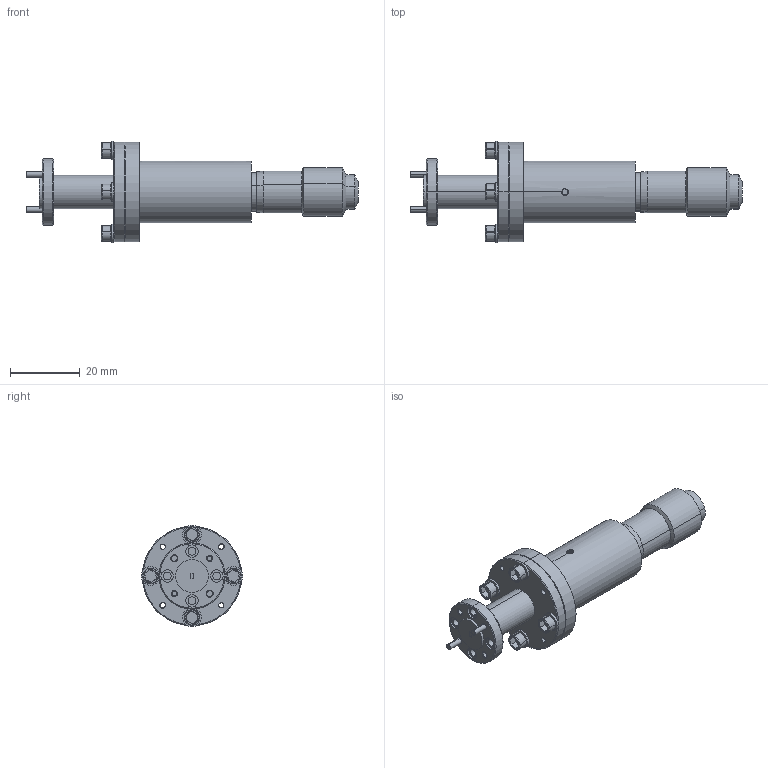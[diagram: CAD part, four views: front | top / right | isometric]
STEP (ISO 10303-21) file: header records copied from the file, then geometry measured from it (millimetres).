
FILE_DESCRIPTION (( 'STEP AP203' ), '1' );
FILE_NAME ('SWL-0620-T1.STEP', '2019-06-10T19:28:13', ( '' ), ( '' ), 'SwSTEP 2.0', 'SolidWorks 2016', '' );
FILE_SCHEMA (( 'CONFIG_CONTROL_DESIGN' ));
Length unit declared in the file: inch
Products named in the file (1): SWL-0620-T1
Bounding box: 95.36 x 29.15 x 29.15 mm (x, y, z)
Volume: 18577.7 mm3; surface area: 7411.1 mm2
Topology: 11 solids, 11 shells, 481 faces, 1183 edges, 754 vertices
Faces by surface type: cylinder 290, plane 110, cone 56, bspline 17, torus 8
Entity records: 28807 total; most frequent: CARTESIAN_POINT 18201, ORIENTED_EDGE 2366, DIRECTION 2047, EDGE_CURVE 1183, AXIS2_PLACEMENT_3D 787, VERTEX_POINT 754, EDGE_LOOP 543, FACE_OUTER_BOUND 481
